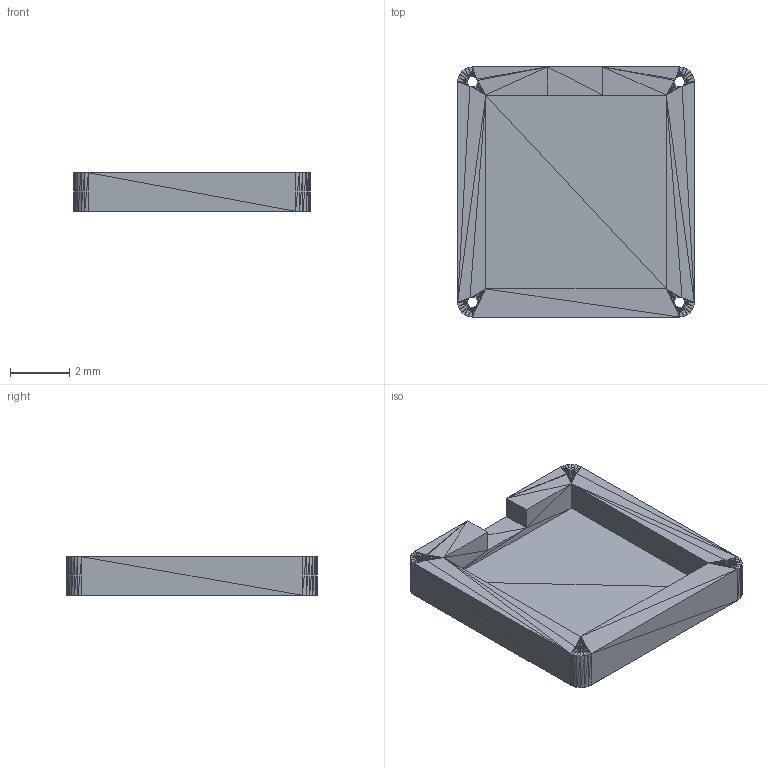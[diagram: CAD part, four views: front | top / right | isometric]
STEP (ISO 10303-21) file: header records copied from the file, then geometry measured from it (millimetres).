
FILE_DESCRIPTION((''),'2;1');
FILE_NAME('caixav2 (1)', '2026-01-15T19:17:26', (''), (''), 'ImageToStl.com STEP Converter','', '');
FILE_SCHEMA(('AUTOMOTIVE_DESIGN_CC2'));
Length unit declared in the file: metre
Products named in the file (1): product0
Bounding box: 7.98 x 8.43 x 1.3 mm (x, y, z)
Surface area: 205.3 mm2 (no closed solid volume)
Topology: 0 solids, 924 shells, 924 faces, 2772 edges, 960 vertices
Faces by surface type: plane 924
Entity records: 22276 total; most frequent: DIRECTION 4622, ORIENTED_EDGE 2772, EDGE_CURVE 2772, LINE 2772, VECTOR 2772, CARTESIAN_POINT 961, VERTEX_POINT 960, AXIS2_PLACEMENT_3D 925
